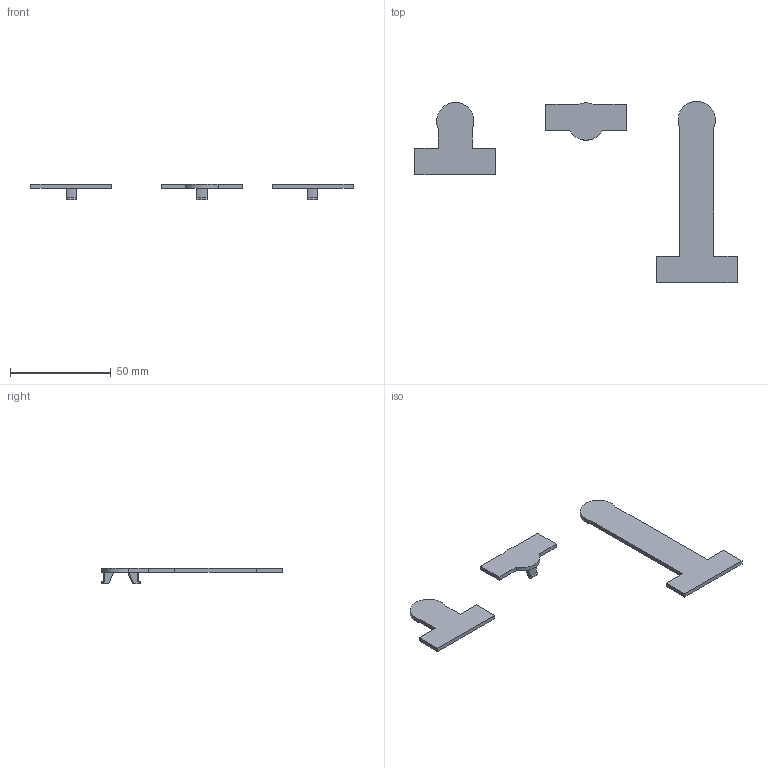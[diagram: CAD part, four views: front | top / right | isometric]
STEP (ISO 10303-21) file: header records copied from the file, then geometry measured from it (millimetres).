
FILE_DESCRIPTION(/* description */ ('STEP AP242 Edition 2','CAx-IF Rec.Pracs.---Representation and Presentation of Product Manufacturing Information (PMI)---4.0---2014-10-13','CAx-IF Rec.Pracs.---3D Tessellated Geometry---0.4---2014-09-14','2;1','CAx-IF Rec.Pracs.---User Defined Attributes---1.5---2016-08-15'),/* implementation_level */ '2;1');
FILE_NAME(/* name */ '692269fef80eb5d0fa13d3d0',/* time_stamp */ '2025-11-23T01:57:19Z',/* author */ (''),/* organization */ (''),/* preprocessor_version */ 'ST-DEVELOPER v20',/* originating_system */ 'ONSHAPE BY PTC INC, 1.207',/* authorisation */ ' ');
FILE_SCHEMA (('AP242_MANAGED_MODEL_BASED_3D_ENGINEERING_MIM_LF { 1 0 10303 442 3 1 4 }'));
Length unit declared in the file: metre
Products named in the file (3): Squat and Shoulder Press; Flat Bench; Incline Bench
Bounding box: 159.73 x 89.75 x 7.5 mm (x, y, z)
Volume: 7059.2 mm3; surface area: 8067.6 mm2
Topology: 3 solids, 3 shells, 72 faces, 180 edges, 120 vertices
Faces by surface type: plane 56, cylinder 16
Entity records: 2210 total; most frequent: CARTESIAN_POINT 375, DIRECTION 362, ORIENTED_EDGE 360, EDGE_CURVE 180, LINE 148, VECTOR 148, VERTEX_POINT 120, AXIS2_PLACEMENT_3D 107
